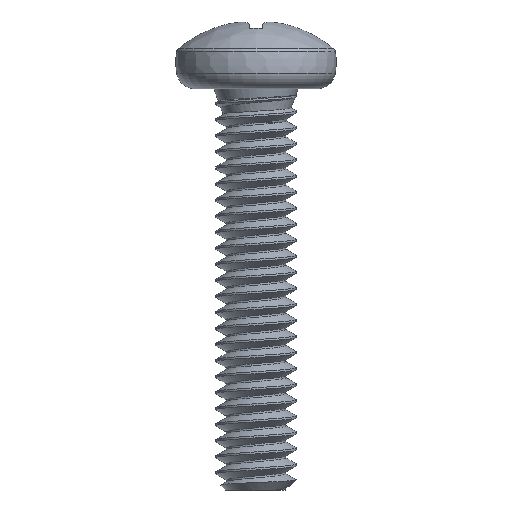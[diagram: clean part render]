
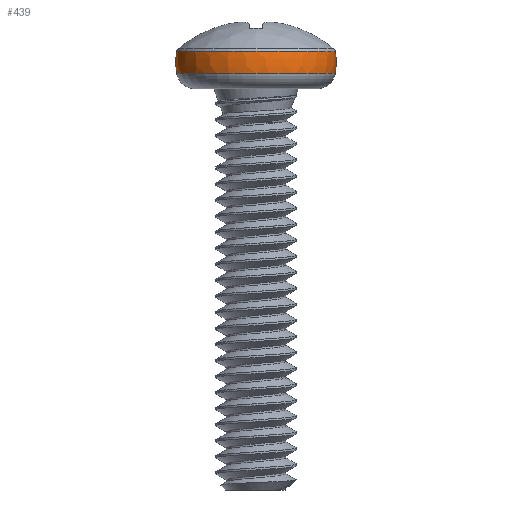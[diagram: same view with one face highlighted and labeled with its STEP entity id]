
A CAD part, left-side view. The second image highlights one B-rep face of the part: STEP entity #439.
In plain terms, the highlighted toroidal (fillet/blend) face has major radius 0.42 mm and minor radius 1.58 mm.
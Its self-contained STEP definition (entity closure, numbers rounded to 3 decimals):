
#36 = CIRCLE ( 'NONE', #5046, 1.58 ) ;
#238 = FACE_OUTER_BOUND ( 'NONE', #421, .T. ) ;
#278 = DIRECTION ( 'NONE',  ( 0., 1., 0. ) ) ;
#351 = DIRECTION ( 'NONE',  ( 0., 0., 1. ) ) ;
#390 = DIRECTION ( 'NONE',  ( -1., 0., 0. ) ) ;
#421 = EDGE_LOOP ( 'NONE', ( #2447, #3865, #1652, #5490 ) ) ;
#439 = ADVANCED_FACE ( 'NONE', ( #238 ), #4311, .T. ) ;
#521 = VERTEX_POINT ( 'NONE', #975 ) ;
#631 = VERTEX_POINT ( 'NONE', #4992 ) ;
#655 = VERTEX_POINT ( 'NONE', #3220 ) ;
#851 = CIRCLE ( 'NONE', #3122, 1.976 ) ;
#970 = EDGE_CURVE ( 'NONE', #521, #631, #851, .T. ) ;
#975 = CARTESIAN_POINT ( 'NONE',  ( 0., 1.976, 4.536 ) ) ;
#1268 = DIRECTION ( 'NONE',  ( 0., 0., 1. ) ) ;
#1320 = EDGE_CURVE ( 'NONE', #521, #655, #36, .T. ) ;
#1652 = ORIENTED_EDGE ( 'NONE', *, *, #3237, .T. ) ;
#2447 = ORIENTED_EDGE ( 'NONE', *, *, #1320, .F. ) ;
#3010 = AXIS2_PLACEMENT_3D ( 'NONE', #4497, #5021, #6182 ) ;
#3115 = AXIS2_PLACEMENT_3D ( 'NONE', #5327, #1268, #3557 ) ;
#3122 = AXIS2_PLACEMENT_3D ( 'NONE', #5236, #5081, #3387 ) ;
#3220 = CARTESIAN_POINT ( 'NONE',  ( 0., 1.976, 5.085 ) ) ;
#3237 = EDGE_CURVE ( 'NONE', #631, #4023, #6250, .T. ) ;
#3387 = DIRECTION ( 'NONE',  ( 0., -1., 0. ) ) ;
#3557 = DIRECTION ( 'NONE',  ( 0., -1., 0. ) ) ;
#3865 = ORIENTED_EDGE ( 'NONE', *, *, #970, .T. ) ;
#4023 = VERTEX_POINT ( 'NONE', #7090 ) ;
#4311 = TOROIDAL_SURFACE ( 'NONE', #3115, 0.42, 1.58 ) ;
#4436 = EDGE_CURVE ( 'NONE', #655, #4023, #6256, .T. ) ;
#4497 = CARTESIAN_POINT ( 'NONE',  ( 0., 0., 5.085 ) ) ;
#4876 = DIRECTION ( 'NONE',  ( 1., 0., 0. ) ) ;
#4992 = CARTESIAN_POINT ( 'NONE',  ( 0., -1.976, 4.536 ) ) ;
#5021 = DIRECTION ( 'NONE',  ( 0., 0., 1. ) ) ;
#5046 = AXIS2_PLACEMENT_3D ( 'NONE', #5399, #4876, #278 ) ;
#5081 = DIRECTION ( 'NONE',  ( 0., 0., 1. ) ) ;
#5236 = CARTESIAN_POINT ( 'NONE',  ( 0., 0., 4.536 ) ) ;
#5327 = CARTESIAN_POINT ( 'NONE',  ( 0., 0., 4.811 ) ) ;
#5399 = CARTESIAN_POINT ( 'NONE',  ( 0., 0.42, 4.811 ) ) ;
#5490 = ORIENTED_EDGE ( 'NONE', *, *, #4436, .F. ) ;
#6182 = DIRECTION ( 'NONE',  ( 0., -1., 0. ) ) ;
#6250 = CIRCLE ( 'NONE', #7209, 1.58 ) ;
#6256 = CIRCLE ( 'NONE', #3010, 1.976 ) ;
#7090 = CARTESIAN_POINT ( 'NONE',  ( 0., -1.976, 5.085 ) ) ;
#7209 = AXIS2_PLACEMENT_3D ( 'NONE', #7237, #390, #351 ) ;
#7237 = CARTESIAN_POINT ( 'NONE',  ( 0., -0.42, 4.811 ) ) ;
